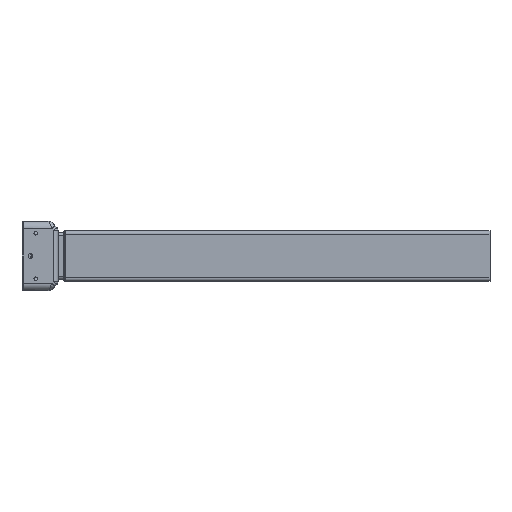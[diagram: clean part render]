
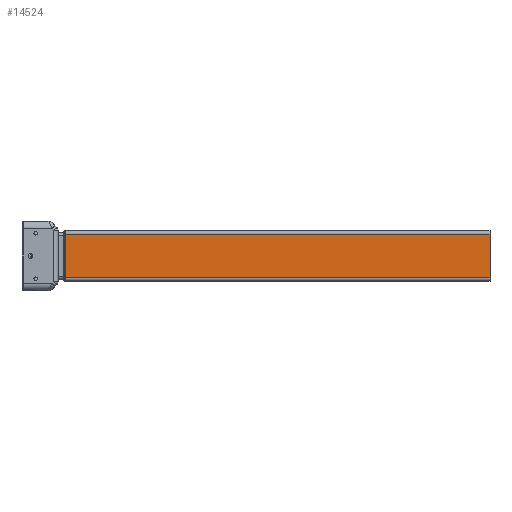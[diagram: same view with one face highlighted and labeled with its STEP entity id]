
A CAD part, left-side view. The second image highlights one B-rep face of the part: STEP entity #14524.
In plain terms, the highlighted planar face has unit normal (-1, 0, 0).
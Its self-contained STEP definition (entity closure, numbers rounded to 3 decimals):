
#1017=PLANE('',#45263);
#2791=FACE_OUTER_BOUND('',#17944,.T.);
#5445=LINE('',#62241,#10033);
#5446=LINE('',#62244,#10034);
#5447=LINE('',#62246,#10035);
#5448=LINE('',#62248,#10036);
#10033=VECTOR('',#49848,1.);
#10034=VECTOR('',#49849,1.);
#10035=VECTOR('',#49850,1.);
#10036=VECTOR('',#49851,1.);
#14524=ADVANCED_FACE('',(#2791),#1017,.F.);
#17944=EDGE_LOOP('',(#21996,#21997,#21998,#21999));
#21996=ORIENTED_EDGE('',*,*,#38005,.T.);
#21997=ORIENTED_EDGE('',*,*,#38006,.F.);
#21998=ORIENTED_EDGE('',*,*,#38007,.F.);
#21999=ORIENTED_EDGE('',*,*,#38008,.T.);
#33664=VERTEX_POINT('',#62242);
#33665=VERTEX_POINT('',#62243);
#33666=VERTEX_POINT('',#62245);
#33667=VERTEX_POINT('',#62247);
#38005=EDGE_CURVE('',#33664,#33665,#5445,.T.);
#38006=EDGE_CURVE('',#33666,#33665,#5446,.T.);
#38007=EDGE_CURVE('',#33667,#33666,#5447,.T.);
#38008=EDGE_CURVE('',#33667,#33664,#5448,.T.);
#45263=AXIS2_PLACEMENT_3D('',#62249,#49852,#49853);
#49848=DIRECTION('',(0.,0.,-1.));
#49849=DIRECTION('',(0.,1.,0.));
#49850=DIRECTION('',(0.,0.,-1.));
#49851=DIRECTION('',(0.,1.,0.));
#49852=DIRECTION('',(1.,0.,0.));
#49853=DIRECTION('',(0.,0.,-1.));
#62241=CARTESIAN_POINT('',(-35.,590.,30.5));
#62242=CARTESIAN_POINT('',(-35.,590.,30.5));
#62243=CARTESIAN_POINT('',(-35.,590.,-30.5));
#62244=CARTESIAN_POINT('',(-35.,0.,-30.5));
#62245=CARTESIAN_POINT('',(-35.,0.,-30.5));
#62246=CARTESIAN_POINT('',(-35.,0.,30.5));
#62247=CARTESIAN_POINT('',(-35.,0.,30.5));
#62248=CARTESIAN_POINT('',(-35.,0.,30.5));
#62249=CARTESIAN_POINT('',(-35.,0.,30.5));
